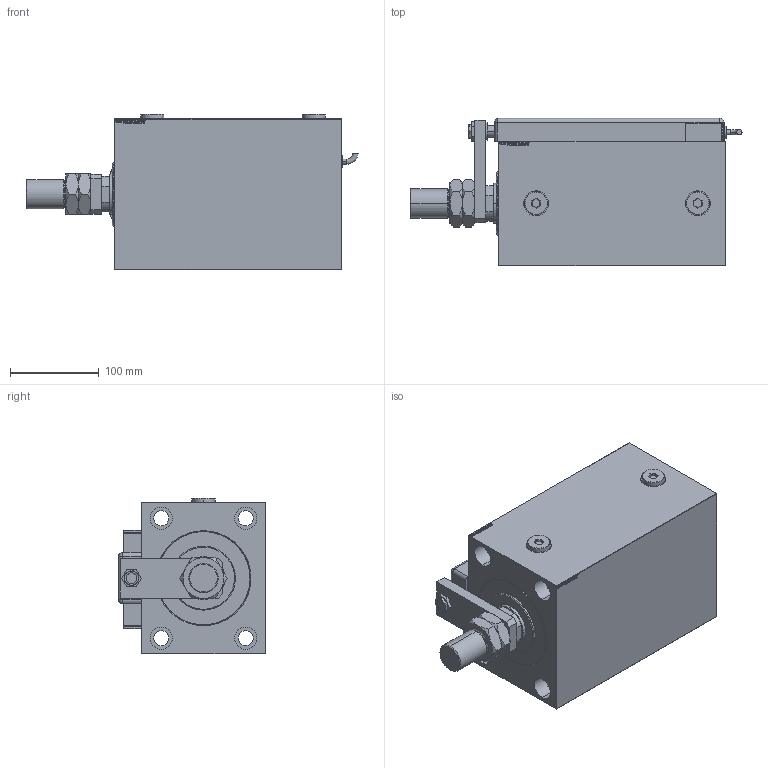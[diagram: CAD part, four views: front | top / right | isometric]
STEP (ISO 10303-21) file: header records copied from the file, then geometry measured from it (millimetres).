
FILE_DESCRIPTION (( 'STEP AP203' ), '1' );
FILE_NAME ('d07c.STEP', '2024-02-11T22:51:58', ( '' ), ( '' ), 'SwSTEP 2.0', 'SolidWorks 2019', '' );
FILE_SCHEMA (( 'CONFIG_CONTROL_DESIGN' ));
Length unit declared in the file: millimetre
Products named in the file (15): SWITCH Q 849bb743f436542d6cc62029dd42afe5; NUT_D19 849bb743f436542d6cc62029dd42afe5; ZARAZKA_Q 849bb743f436542d6cc62029dd42afe5; Q_T_W_MTA 849bb743f436542d6cc62029dd42afe5; NUT_D13 849bb743f436542d6cc62029dd42afe5; V450CM_C_Body 849bb743f436542d6cc62029dd42afe5; SWITCH DIM A_G 849bb743f436542d6cc62029dd42afe5; d07c; SWITCH_Q_FRONT_BACK 849bb743f436542d6cc62029dd42afe5; V450CM_VC_B 849bb743f436542d6cc62029dd42afe5; V450CM_C_VCP 849bb743f436542d6cc62029dd42afe5; MAGNETIC SWITCH Q 849bb743f436542d6cc62029dd42afe5; KRYT 849bb743f436542d6cc62029dd42afe5; Zatka_OIL_PORT 849bb743f436542d6cc62029dd42afe5; TYC 849bb743f436542d6cc62029dd42afe5
Assembly tree (16 placements, depth 3):
  d07c
    V450CM_C_Body 849bb743f436542d6cc62029dd42afe5
    V450CM_C_VCP 849bb743f436542d6cc62029dd42afe5
    V450CM_VC_B 849bb743f436542d6cc62029dd42afe5
    MAGNETIC SWITCH Q 849bb743f436542d6cc62029dd42afe5
      SWITCH_Q_FRONT_BACK 849bb743f436542d6cc62029dd42afe5
      TYC 849bb743f436542d6cc62029dd42afe5
      ZARAZKA_Q 849bb743f436542d6cc62029dd42afe5
      SWITCH DIM A_G 849bb743f436542d6cc62029dd42afe5
      NUT_D19 849bb743f436542d6cc62029dd42afe5
      NUT_D13 849bb743f436542d6cc62029dd42afe5
      KRYT 849bb743f436542d6cc62029dd42afe5
      SWITCH Q 849bb743f436542d6cc62029dd42afe5  x2
    Q_T_W_MTA 849bb743f436542d6cc62029dd42afe5
    Zatka_OIL_PORT 849bb743f436542d6cc62029dd42afe5  x2
Bounding box: 373.76 x 165.8 x 174.9 mm (x, y, z)
Volume: 5178791.6 mm3; surface area: 542459.3 mm2
Topology: 16 solids, 16 shells, 1352 faces, 3386 edges, 2217 vertices
Faces by surface type: plane 664, bspline 471, cylinder 137, cone 54, torus 24, sphere 2
Entity records: 62773 total; most frequent: CARTESIAN_POINT 33141, ORIENTED_EDGE 6496, DIRECTION 4244, EDGE_CURVE 3248, VERTEX_POINT 2133, LINE 1896, VECTOR 1896, EDGE_LOOP 1475
